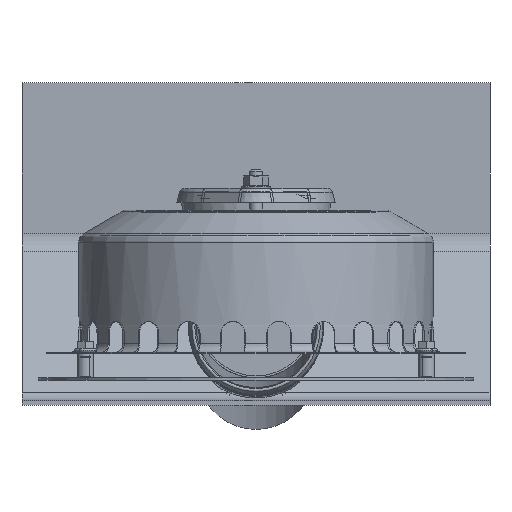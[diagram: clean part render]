
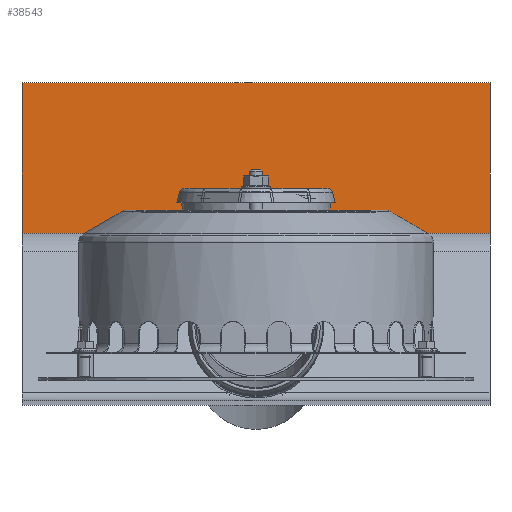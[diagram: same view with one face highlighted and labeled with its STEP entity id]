
A CAD part, left-side view. The second image highlights one B-rep face of the part: STEP entity #38543.
In plain terms, the highlighted planar face has unit normal (-1, 0, 0).
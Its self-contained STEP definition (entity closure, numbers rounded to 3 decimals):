
#983=PLANE('',#40904);
#2713=FACE_OUTER_BOUND('',#4654,.T.);
#4654=EDGE_LOOP('',(#27077,#27078,#27079,#27080));
#7340=LINE('',#53762,#12096);
#7341=LINE('',#53765,#12097);
#7342=LINE('',#53767,#12098);
#7343=LINE('',#53768,#12099);
#12096=VECTOR('',#43502,1.);
#12097=VECTOR('',#43505,1.);
#12098=VECTOR('',#43506,1.);
#12099=VECTOR('',#43507,1.);
#17430=VERTEX_POINT('',#53758);
#17431=VERTEX_POINT('',#53760);
#17432=VERTEX_POINT('',#53764);
#17433=VERTEX_POINT('',#53766);
#21260=EDGE_CURVE('',#17430,#17431,#7340,.T.);
#21261=EDGE_CURVE('',#17432,#17430,#7341,.T.);
#21262=EDGE_CURVE('',#17433,#17431,#7342,.T.);
#21263=EDGE_CURVE('',#17432,#17433,#7343,.T.);
#27077=ORIENTED_EDGE('',*,*,#21261,.T.);
#27078=ORIENTED_EDGE('',*,*,#21260,.T.);
#27079=ORIENTED_EDGE('',*,*,#21262,.F.);
#27080=ORIENTED_EDGE('',*,*,#21263,.F.);
#38543=ADVANCED_FACE('',(#2713),#983,.T.);
#40904=AXIS2_PLACEMENT_3D('',#53763,#43503,#43504);
#43502=DIRECTION('',(0.,-1.,0.));
#43503=DIRECTION('center_axis',(-1.,0.,0.));
#43504=DIRECTION('ref_axis',(0.,0.,
-1.));
#43505=DIRECTION('',(0.,0.,-1.));
#43506=DIRECTION('',(0.,0.,-1.));
#43507=DIRECTION('',(0.,-1.,0.));
#53758=CARTESIAN_POINT('',(7911.324,2397.86,151.627));
#53760=CARTESIAN_POINT('',(7911.324,2107.86,151.627));
#53762=CARTESIAN_POINT('',(7911.324,2397.86,151.627));
#53763=CARTESIAN_POINT('Origin',(7911.324,2397.86,245.));
#53764=CARTESIAN_POINT('',(7911.324,2397.86,245.));
#53765=CARTESIAN_POINT('',(7911.324,2397.86,245.));
#53766=CARTESIAN_POINT('',(7911.324,2107.86,245.));
#53767=CARTESIAN_POINT('',(7911.324,2107.86,245.));
#53768=CARTESIAN_POINT('',(7911.324,2397.86,245.));
